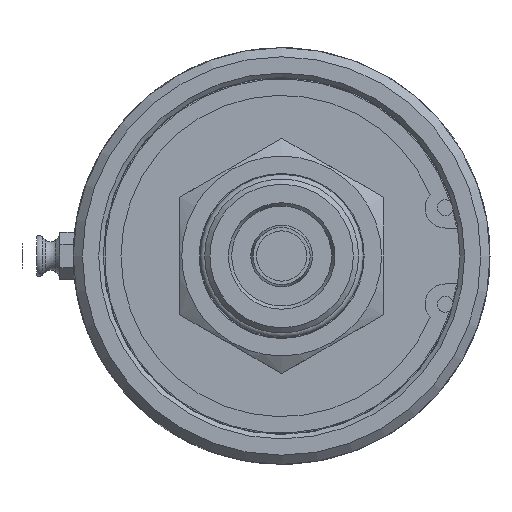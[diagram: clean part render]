
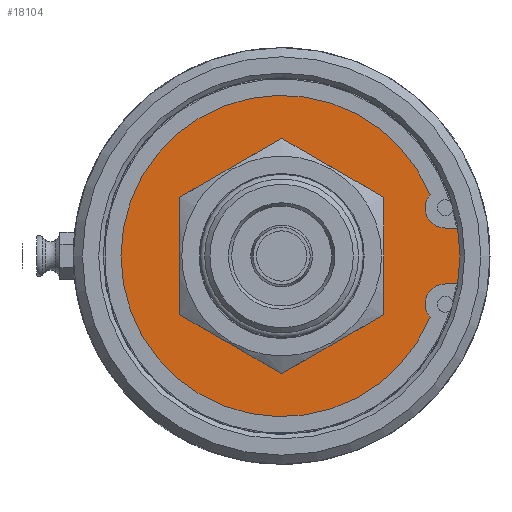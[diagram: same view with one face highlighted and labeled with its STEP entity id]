
A CAD part, left-side view. The second image highlights one B-rep face of the part: STEP entity #18104.
In plain terms, the highlighted planar face has unit normal (-1, 0, 0).
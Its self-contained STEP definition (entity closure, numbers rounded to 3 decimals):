
#696=LINE('',#25355,#1840);
#697=LINE('',#25363,#1841);
#1840=VECTOR('',#20828,10.);
#1841=VECTOR('',#20835,10.);
#4053=FACE_BOUND('',#5728,.T.);
#4187=PLANE('',#19297);
#4642=FACE_OUTER_BOUND('',#5727,.T.);
#5727=EDGE_LOOP('',(#12504,#12505,#12506,#12507,#12508,#12509));
#5728=EDGE_LOOP('',(#12510));
#6885=CIRCLE('',#19255,17.5);
#6905=CIRCLE('',#19298,3.556);
#6906=CIRCLE('',#19299,28.142);
#6907=CIRCLE('',#19300,3.556);
#6908=CIRCLE('',#19301,33.45);
#7554=VERTEX_POINT('',#25217);
#7587=VERTEX_POINT('',#25353);
#7588=VERTEX_POINT('',#25354);
#7589=VERTEX_POINT('',#25356);
#7590=VERTEX_POINT('',#25358);
#7591=VERTEX_POINT('',#25360);
#7592=VERTEX_POINT('',#25362);
#9454=EDGE_CURVE('',#7554,#7554,#6885,.T.);
#9506=EDGE_CURVE('',#7587,#7588,#696,.T.);
#9507=EDGE_CURVE('',#7588,#7589,#6905,.T.);
#9508=EDGE_CURVE('',#7589,#7590,#6906,.T.);
#9509=EDGE_CURVE('',#7590,#7591,#6907,.T.);
#9510=EDGE_CURVE('',#7591,#7592,#697,.T.);
#9511=EDGE_CURVE('',#7592,#7587,#6908,.T.);
#12504=ORIENTED_EDGE('',*,*,#9506,.T.);
#12505=ORIENTED_EDGE('',*,*,#9507,.T.);
#12506=ORIENTED_EDGE('',*,*,#9508,.T.);
#12507=ORIENTED_EDGE('',*,*,#9509,.T.);
#12508=ORIENTED_EDGE('',*,*,#9510,.T.);
#12509=ORIENTED_EDGE('',*,*,#9511,.T.);
#12510=ORIENTED_EDGE('',*,*,#9454,.T.);
#18104=ADVANCED_FACE('',(#4642,#4053),#4187,.F.);
#19255=AXIS2_PLACEMENT_3D('',#25218,#20724,#20725);
#19297=AXIS2_PLACEMENT_3D('',#25352,#20826,#20827);
#19298=AXIS2_PLACEMENT_3D('',#25357,#20829,#20830);
#19299=AXIS2_PLACEMENT_3D('',#25359,#20831,#20832);
#19300=AXIS2_PLACEMENT_3D('',#25361,#20833,#20834);
#19301=AXIS2_PLACEMENT_3D('',#25364,#20836,#20837);
#20724=DIRECTION('center_axis',(1.,0.,0.));
#20725=DIRECTION('ref_axis',(0.,1.,0.));
#20826=DIRECTION('center_axis',(1.,0.,0.));
#20827=DIRECTION('ref_axis',(0.,0.,-1.));
#20828=DIRECTION('',(0.,1.,0.));
#20829=DIRECTION('center_axis',(1.,0.,0.));
#20830=DIRECTION('ref_axis',(0.,0.754,0.657));
#20831=DIRECTION('center_axis',(-1.,0.,0.));
#20832=DIRECTION('ref_axis',(0.,0.924,-0.384));
#20833=DIRECTION('center_axis',(1.,0.,0.));
#20834=DIRECTION('ref_axis',(0.,0.,1.));
#20835=DIRECTION('',(0.,-1.,0.));
#20836=DIRECTION('center_axis',(-1.,0.,0.));
#20837=DIRECTION('ref_axis',(0.,1.,0.));
#25217=CARTESIAN_POINT('',(4.775,-17.5,0.));
#25218=CARTESIAN_POINT('Origin',(4.775,0.,0.));
#25352=CARTESIAN_POINT('Origin',(4.775,24.275,0.));
#25353=CARTESIAN_POINT('',(4.775,-33.089,4.902));
#25354=CARTESIAN_POINT('',(4.775,-28.672,4.902));
#25355=CARTESIAN_POINT('',(4.775,-2.199,4.902));
#25356=CARTESIAN_POINT('',(4.775,-25.99,10.793));
#25357=CARTESIAN_POINT('Origin',(4.775,-28.672,8.458));
#25358=CARTESIAN_POINT('',(4.775,-25.99,-10.793));
#25359=CARTESIAN_POINT('Origin',(4.775,0.,0.));
#25360=CARTESIAN_POINT('',(4.775,-28.672,-4.902));
#25361=CARTESIAN_POINT('Origin',(4.775,-28.672,-8.458));
#25362=CARTESIAN_POINT('',(4.775,-33.089,-4.902));
#25363=CARTESIAN_POINT('',(4.775,-4.407,-4.902));
#25364=CARTESIAN_POINT('Origin',(4.775,0.,0.));
